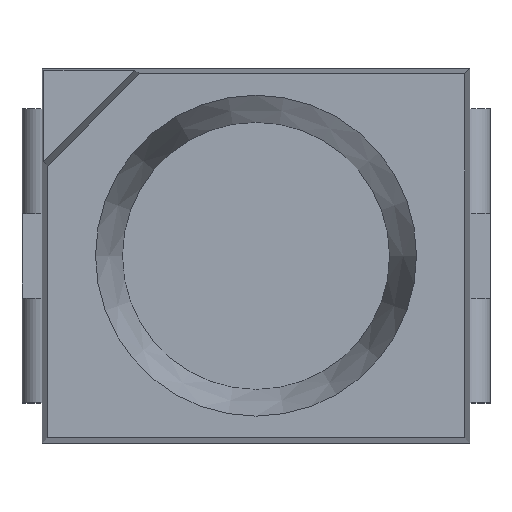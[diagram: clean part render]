
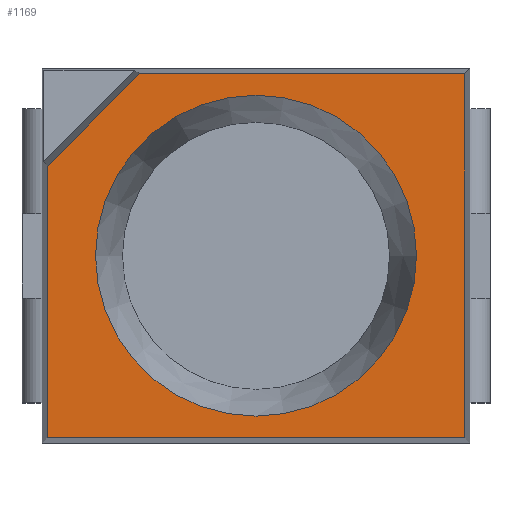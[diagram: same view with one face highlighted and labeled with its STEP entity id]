
A CAD part, top view. The second image highlights one B-rep face of the part: STEP entity #1169.
In plain terms, the highlighted planar face has unit normal (0, 0, 1).
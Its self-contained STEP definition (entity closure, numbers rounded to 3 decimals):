
#55=LINE('',#1658,#183);
#56=LINE('',#1661,#184);
#57=LINE('',#1663,#185);
#58=LINE('',#1665,#186);
#59=LINE('',#1667,#187);
#183=VECTOR('',#1344,1000.);
#184=VECTOR('',#1345,1000.);
#185=VECTOR('',#1346,1000.);
#186=VECTOR('',#1347,1000.);
#187=VECTOR('',#1348,1000.);
#311=ORIENTED_EDGE('',*,*,#623,.T.);
#312=ORIENTED_EDGE('',*,*,#624,.T.);
#313=ORIENTED_EDGE('',*,*,#625,.T.);
#314=ORIENTED_EDGE('',*,*,#626,.T.);
#315=ORIENTED_EDGE('',*,*,#627,.T.);
#316=ORIENTED_EDGE('',*,*,#628,.T.);
#623=EDGE_CURVE('',#779,#779,#883,.T.);
#624=EDGE_CURVE('',#780,#781,#55,.F.);
#625=EDGE_CURVE('',#781,#782,#56,.F.);
#626=EDGE_CURVE('',#782,#783,#57,.F.);
#627=EDGE_CURVE('',#783,#784,#58,.F.);
#628=EDGE_CURVE('',#784,#780,#59,.F.);
#779=VERTEX_POINT('',#1657);
#780=VERTEX_POINT('',#1659);
#781=VERTEX_POINT('',#1660);
#782=VERTEX_POINT('',#1662);
#783=VERTEX_POINT('',#1664);
#784=VERTEX_POINT('',#1666);
#883=CIRCLE('',#1246,1.2);
#911=EDGE_LOOP('',(#311));
#912=EDGE_LOOP('',(#312,#313,#314,#315,#316));
#977=FACE_BOUND('',#911,.T.);
#978=FACE_BOUND('',#912,.T.);
#1043=PLANE('',#1245);
#1169=ADVANCED_FACE('',(#977,#978),#1043,.T.);
#1245=AXIS2_PLACEMENT_3D('',#1655,#1340,#1341);
#1246=AXIS2_PLACEMENT_3D('',#1656,#1342,#1343);
#1340=DIRECTION('',(0.,0.,1.));
#1341=DIRECTION('',(1.,0.,0.));
#1342=DIRECTION('',(0.,0.,-1.));
#1343=DIRECTION('',(-1.,0.,0.));
#1344=DIRECTION('',(1.,0.,0.));
#1345=DIRECTION('',(0.706,0.708,0.));
#1346=DIRECTION('',(0.,1.,0.));
#1347=DIRECTION('',(-1.,0.,0.));
#1348=DIRECTION('',(0.,-1.,0.));
#1655=CARTESIAN_POINT('',(-1.6,-1.4,1.9));
#1656=CARTESIAN_POINT('',(0.,0.,1.9));
#1657=CARTESIAN_POINT('',(-1.2,0.,1.9));
#1658=CARTESIAN_POINT('',(0.,1.361,1.9));
#1659=CARTESIAN_POINT('',(1.561,1.361,1.9));
#1660=CARTESIAN_POINT('',(-0.872,1.361,1.9));
#1661=CARTESIAN_POINT('',(-1.215,1.016,1.9));
#1662=CARTESIAN_POINT('',(-1.561,0.669,1.9));
#1663=CARTESIAN_POINT('',(-1.561,0.,1.9));
#1664=CARTESIAN_POINT('',(-1.561,-1.361,1.9));
#1665=CARTESIAN_POINT('',(0.,-1.361,1.9));
#1666=CARTESIAN_POINT('',(1.561,-1.361,1.9));
#1667=CARTESIAN_POINT('',(1.561,0.,1.9));
